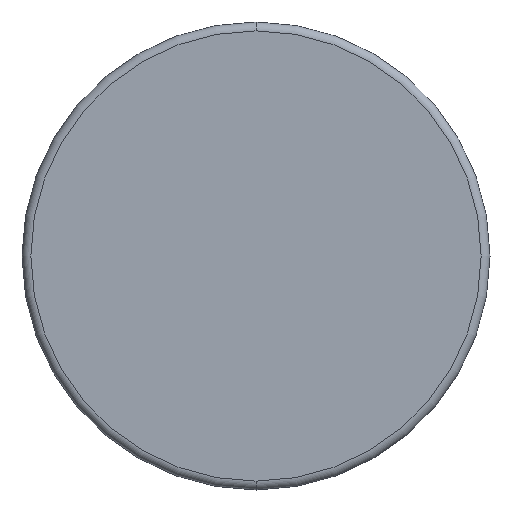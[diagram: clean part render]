
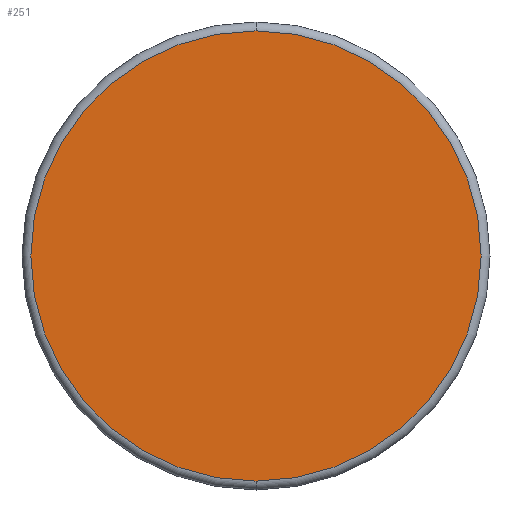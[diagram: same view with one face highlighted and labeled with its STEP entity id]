
A CAD part, left-side view. The second image highlights one B-rep face of the part: STEP entity #251.
In plain terms, the highlighted planar face has unit normal (-1, 0, 0).
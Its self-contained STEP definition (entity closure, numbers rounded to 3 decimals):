
#16 = EDGE_CURVE ( 'NONE', #108, #101, #29, .T. ) ;
#29 = CIRCLE ( 'NONE', #55, 5.05 ) ;
#39 = CIRCLE ( 'NONE', #40, 5.05 ) ;
#40 = AXIS2_PLACEMENT_3D ( 'NONE', #181, #197, #185 ) ;
#55 = AXIS2_PLACEMENT_3D ( 'NONE', #146, #148, #162 ) ;
#58 = AXIS2_PLACEMENT_3D ( 'NONE', #122, #123, #124 ) ;
#76 = ORIENTED_EDGE ( 'NONE', *, *, #16, .T. ) ;
#94 = ORIENTED_EDGE ( 'NONE', *, *, #262, .T. ) ;
#99 = EDGE_LOOP ( 'NONE', ( #94, #76 ) ) ;
#101 = VERTEX_POINT ( 'NONE', #163 ) ;
#108 = VERTEX_POINT ( 'NONE', #150 ) ;
#121 = PLANE ( 'NONE',  #58 ) ;
#122 = CARTESIAN_POINT ( 'NONE',  ( 0., 0., 0. ) ) ;
#123 = DIRECTION ( 'NONE',  ( 1., 0., 0. ) ) ;
#124 = DIRECTION ( 'NONE',  ( 0., 0., -1. ) ) ;
#146 = CARTESIAN_POINT ( 'NONE',  ( 0., 0., 0. ) ) ;
#148 = DIRECTION ( 'NONE',  ( -1., 0., 0. ) ) ;
#150 = CARTESIAN_POINT ( 'NONE',  ( 0., 0., -5.05 ) ) ;
#153 = FACE_OUTER_BOUND ( 'NONE', #99, .T. ) ;
#162 = DIRECTION ( 'NONE',  ( 0., 0., 1. ) ) ;
#163 = CARTESIAN_POINT ( 'NONE',  ( 0., 0., 5.05 ) ) ;
#181 = CARTESIAN_POINT ( 'NONE',  ( 0., 0., 0. ) ) ;
#185 = DIRECTION ( 'NONE',  ( 0., 0., 1. ) ) ;
#197 = DIRECTION ( 'NONE',  ( -1., 0., 0. ) ) ;
#251 = ADVANCED_FACE ( 'NONE', ( #153 ), #121, .F. ) ;
#262 = EDGE_CURVE ( 'NONE', #101, #108, #39, .T. ) ;
